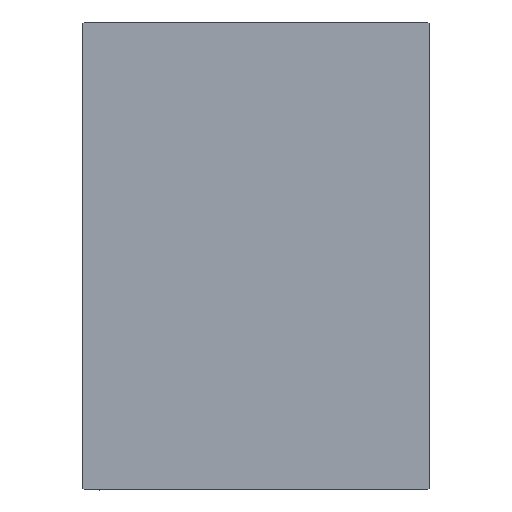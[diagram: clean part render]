
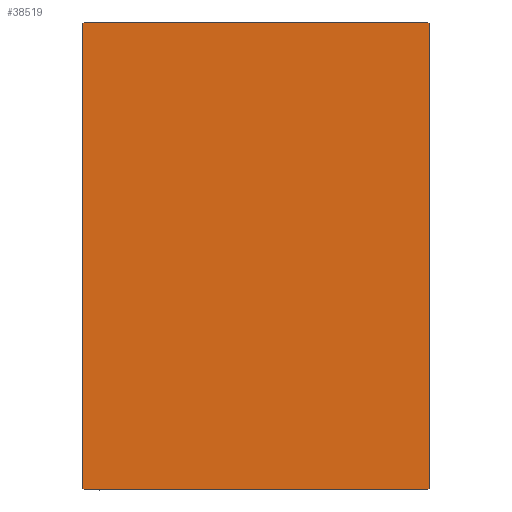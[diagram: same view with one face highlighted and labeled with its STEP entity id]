
A CAD part, left-side view. The second image highlights one B-rep face of the part: STEP entity #38519.
In plain terms, the highlighted face is planar.
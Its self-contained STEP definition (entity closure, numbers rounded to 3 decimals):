
#441 = AXIS2_PLACEMENT_3D ( 'NONE', #18248, #31441, #1796 ) ;
#610 = VERTEX_POINT ( 'NONE', #7322 ) ;
#1187 = VECTOR ( 'NONE', #15479, 1000. ) ;
#1796 = DIRECTION ( 'NONE',  ( 0., 0., -1. ) ) ;
#2773 = VERTEX_POINT ( 'NONE', #5224 ) ;
#3632 = EDGE_CURVE ( 'NONE', #38235, #12382, #22787, .T. ) ;
#4015 = VECTOR ( 'NONE', #9267, 1000. ) ;
#5224 = CARTESIAN_POINT ( 'NONE',  ( 88., -31.2, -42.5 ) ) ;
#6854 = VERTEX_POINT ( 'NONE', #32317 ) ;
#6859 = DIRECTION ( 'NONE',  ( 0., -0.707, 0.707 ) ) ;
#7322 = CARTESIAN_POINT ( 'NONE',  ( 88., 31.2, -42.5 ) ) ;
#7399 = LINE ( 'NONE', #20824, #11221 ) ;
#8215 = ORIENTED_EDGE ( 'NONE', *, *, #25967, .T. ) ;
#9267 = DIRECTION ( 'NONE',  ( 0., 0.707, -0.707 ) ) ;
#10476 = VERTEX_POINT ( 'NONE', #11288 ) ;
#11221 = VECTOR ( 'NONE', #36617, 1000. ) ;
#11288 = CARTESIAN_POINT ( 'NONE',  ( 88., 31.5, -42.2 ) ) ;
#12090 = CARTESIAN_POINT ( 'NONE',  ( 88., -36.85, -36.85 ) ) ;
#12382 = VERTEX_POINT ( 'NONE', #17272 ) ;
#12704 = ORIENTED_EDGE ( 'NONE', *, *, #31304, .T. ) ;
#12758 = VECTOR ( 'NONE', #22999, 1000. ) ;
#13559 = LINE ( 'NONE', #20283, #19455 ) ;
#14304 = VECTOR ( 'NONE', #35338, 1000. ) ;
#14836 = CARTESIAN_POINT ( 'NONE',  ( 88., -36.85, 36.85 ) ) ;
#15479 = DIRECTION ( 'NONE',  ( 0., -0.707, -0.707 ) ) ;
#16101 = CARTESIAN_POINT ( 'NONE',  ( 88., -31.5, 42.2 ) ) ;
#16262 = DIRECTION ( 'NONE',  ( 0., 0., 1. ) ) ;
#17272 = CARTESIAN_POINT ( 'NONE',  ( 88., -31.5, -42.2 ) ) ;
#17935 = ORIENTED_EDGE ( 'NONE', *, *, #25880, .T. ) ;
#18113 = EDGE_LOOP ( 'NONE', ( #17935, #27349, #28392, #20017, #8215, #40189, #37413, #12704 ) ) ;
#18218 = EDGE_CURVE ( 'NONE', #29695, #31131, #13559, .T. ) ;
#18248 = CARTESIAN_POINT ( 'NONE',  ( 88., 0., 0. ) ) ;
#19139 = CARTESIAN_POINT ( 'NONE',  ( 88., -31.5, -42.5 ) ) ;
#19455 = VECTOR ( 'NONE', #6859, 1000. ) ;
#19530 = LINE ( 'NONE', #32725, #42043 ) ;
#20017 = ORIENTED_EDGE ( 'NONE', *, *, #18218, .T. ) ;
#20283 = CARTESIAN_POINT ( 'NONE',  ( 88., 36.85, 36.85 ) ) ;
#20824 = CARTESIAN_POINT ( 'NONE',  ( 88., 31.5, 42.5 ) ) ;
#20846 = PLANE ( 'NONE',  #441 ) ;
#22787 = LINE ( 'NONE', #33361, #12758 ) ;
#22999 = DIRECTION ( 'NONE',  ( 0., 0., -1. ) ) ;
#25880 = EDGE_CURVE ( 'NONE', #2773, #610, #38822, .T. ) ;
#25967 = EDGE_CURVE ( 'NONE', #31131, #6854, #7399, .T. ) ;
#26402 = CARTESIAN_POINT ( 'NONE',  ( 88., 31.2, 42.5 ) ) ;
#26454 = VECTOR ( 'NONE', #32331, 1000. ) ;
#27349 = ORIENTED_EDGE ( 'NONE', *, *, #39727, .T. ) ;
#27976 = CARTESIAN_POINT ( 'NONE',  ( 88., 36.85, -36.85 ) ) ;
#28197 = FACE_OUTER_BOUND ( 'NONE', #18113, .T. ) ;
#28392 = ORIENTED_EDGE ( 'NONE', *, *, #41643, .T. ) ;
#29373 = LINE ( 'NONE', #12090, #4015 ) ;
#29695 = VERTEX_POINT ( 'NONE', #38910 ) ;
#31131 = VERTEX_POINT ( 'NONE', #26402 ) ;
#31304 = EDGE_CURVE ( 'NONE', #12382, #2773, #29373, .T. ) ;
#31441 = DIRECTION ( 'NONE',  ( 1., 0., 0. ) ) ;
#32317 = CARTESIAN_POINT ( 'NONE',  ( 88., -31.2, 42.5 ) ) ;
#32331 = DIRECTION ( 'NONE',  ( 0., 1., 0. ) ) ;
#32725 = CARTESIAN_POINT ( 'NONE',  ( 88., 31.5, -42.5 ) ) ;
#33361 = CARTESIAN_POINT ( 'NONE',  ( 88., -31.5, 42.5 ) ) ;
#35338 = DIRECTION ( 'NONE',  ( 0., 0.707, 0.707 ) ) ;
#36617 = DIRECTION ( 'NONE',  ( 0., -1., 0. ) ) ;
#37413 = ORIENTED_EDGE ( 'NONE', *, *, #3632, .T. ) ;
#38235 = VERTEX_POINT ( 'NONE', #16101 ) ;
#38422 = LINE ( 'NONE', #14836, #1187 ) ;
#38519 = ADVANCED_FACE ( 'NONE', ( #28197 ), #20846, .T. ) ;
#38788 = LINE ( 'NONE', #27976, #14304 ) ;
#38822 = LINE ( 'NONE', #19139, #26454 ) ;
#38910 = CARTESIAN_POINT ( 'NONE',  ( 88., 31.5, 42.2 ) ) ;
#39727 = EDGE_CURVE ( 'NONE', #610, #10476, #38788, .T. ) ;
#40189 = ORIENTED_EDGE ( 'NONE', *, *, #41427, .T. ) ;
#41427 = EDGE_CURVE ( 'NONE', #6854, #38235, #38422, .T. ) ;
#41643 = EDGE_CURVE ( 'NONE', #10476, #29695, #19530, .T. ) ;
#42043 = VECTOR ( 'NONE', #16262, 1000. ) ;
